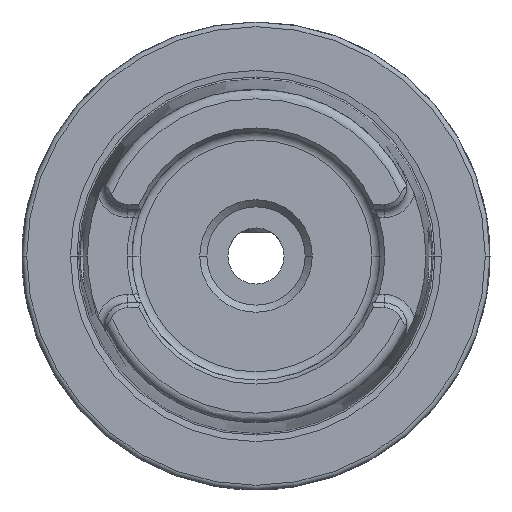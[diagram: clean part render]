
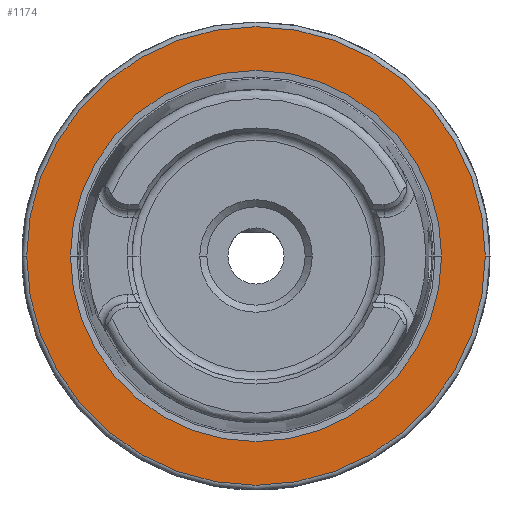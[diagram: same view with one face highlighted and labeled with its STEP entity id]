
A CAD part, left-side view. The second image highlights one B-rep face of the part: STEP entity #1174.
In plain terms, the highlighted planar face has unit normal (-1, 0, 0).
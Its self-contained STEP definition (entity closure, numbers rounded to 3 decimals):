
#85 = ORIENTED_EDGE ( 'NONE', *, *, #979, .T. ) ;
#422 = VERTEX_POINT ( 'NONE', #10143 ) ;
#491 = AXIS2_PLACEMENT_3D ( 'NONE', #7220, #4726, #5651 ) ;
#534 = CARTESIAN_POINT ( 'NONE',  ( 0., 0., -49. ) ) ;
#979 = EDGE_CURVE ( 'NONE', #1019, #422, #6666, .T. ) ;
#1019 = VERTEX_POINT ( 'NONE', #3105 ) ;
#1174 = ADVANCED_FACE ( 'NONE', ( #3165, #6713 ), #10283, .T. ) ;
#1178 = ORIENTED_EDGE ( 'NONE', *, *, #4052, .T. ) ;
#1390 = VERTEX_POINT ( 'NONE', #3945 ) ;
#1394 = DIRECTION ( 'NONE',  ( 1., 0., 0. ) ) ;
#1466 = AXIS2_PLACEMENT_3D ( 'NONE', #2296, #5838, #9398 ) ;
#1939 = VERTEX_POINT ( 'NONE', #534 ) ;
#2187 = AXIS2_PLACEMENT_3D ( 'NONE', #5043, #2298, #5840 ) ;
#2296 = CARTESIAN_POINT ( 'NONE',  ( 0., 39.647, 0. ) ) ;
#2298 = DIRECTION ( 'NONE',  ( 1., 0., 0. ) ) ;
#2833 = DIRECTION ( 'NONE',  ( 0., 0., -1. ) ) ;
#3105 = CARTESIAN_POINT ( 'NONE',  ( 0., 0., -39.647 ) ) ;
#3165 = FACE_BOUND ( 'NONE', #6292, .T. ) ;
#3945 = CARTESIAN_POINT ( 'NONE',  ( 0., 0., 49. ) ) ;
#4052 = EDGE_CURVE ( 'NONE', #422, #1019, #6329, .T. ) ;
#4226 = CIRCLE ( 'NONE', #2187, 49. ) ;
#4458 = CARTESIAN_POINT ( 'NONE',  ( 0., 0., 0. ) ) ;
#4726 = DIRECTION ( 'NONE',  ( 1., 0., 0. ) ) ;
#5043 = CARTESIAN_POINT ( 'NONE',  ( 0., 0., 0. ) ) ;
#5525 = EDGE_LOOP ( 'NONE', ( #8787, #6524 ) ) ;
#5651 = DIRECTION ( 'NONE',  ( 0., 0., -1. ) ) ;
#5838 = DIRECTION ( 'NONE',  ( -1., 0., 0. ) ) ;
#5840 = DIRECTION ( 'NONE',  ( 0., 0., -1. ) ) ;
#6292 = EDGE_LOOP ( 'NONE', ( #1178, #85 ) ) ;
#6329 = CIRCLE ( 'NONE', #8007, 39.647 ) ;
#6524 = ORIENTED_EDGE ( 'NONE', *, *, #11384, .F. ) ;
#6666 = CIRCLE ( 'NONE', #8166, 39.647 ) ;
#6677 = CARTESIAN_POINT ( 'NONE',  ( 0., 0., 0. ) ) ;
#6713 = FACE_OUTER_BOUND ( 'NONE', #5525, .T. ) ;
#7220 = CARTESIAN_POINT ( 'NONE',  ( 0., 0., 0. ) ) ;
#7248 = DIRECTION ( 'NONE',  ( 1., 0., 0. ) ) ;
#8007 = AXIS2_PLACEMENT_3D ( 'NONE', #6677, #1394, #8471 ) ;
#8166 = AXIS2_PLACEMENT_3D ( 'NONE', #4458, #7248, #2833 ) ;
#8471 = DIRECTION ( 'NONE',  ( 0., 0., -1. ) ) ;
#8787 = ORIENTED_EDGE ( 'NONE', *, *, #9440, .F. ) ;
#9398 = DIRECTION ( 'NONE',  ( 0., 0., 1. ) ) ;
#9440 = EDGE_CURVE ( 'NONE', #1939, #1390, #9613, .T. ) ;
#9613 = CIRCLE ( 'NONE', #491, 49. ) ;
#10143 = CARTESIAN_POINT ( 'NONE',  ( 0., 0., 39.647 ) ) ;
#10283 = PLANE ( 'NONE',  #1466 ) ;
#11384 = EDGE_CURVE ( 'NONE', #1390, #1939, #4226, .T. ) ;
